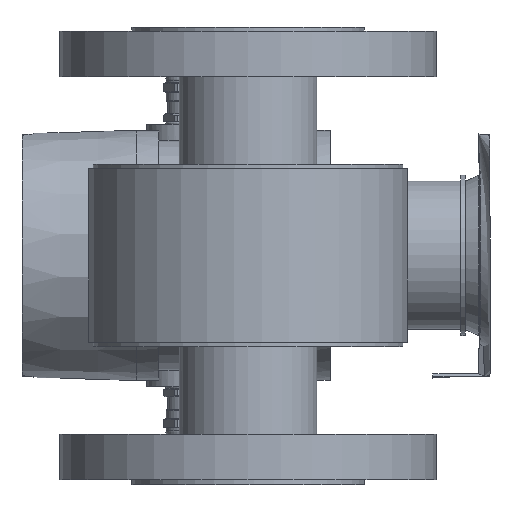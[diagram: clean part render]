
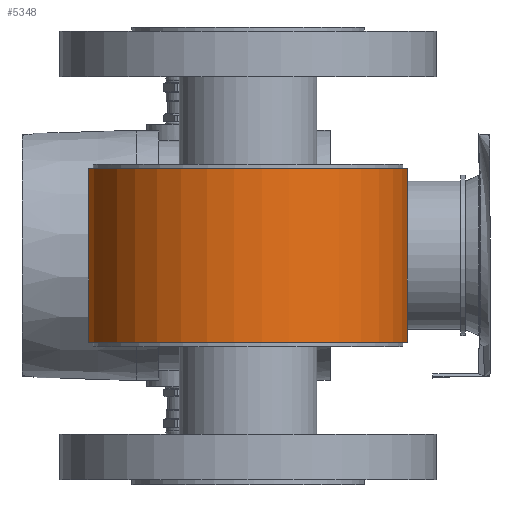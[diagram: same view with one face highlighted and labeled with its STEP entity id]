
A CAD part, front view. The second image highlights one B-rep face of the part: STEP entity #5348.
In plain terms, the highlighted cylindrical face has radius 70 mm (diameter 140 mm), a partial arc.
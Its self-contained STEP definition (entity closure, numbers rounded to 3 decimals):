
#469=LINE('',#9787,#755);
#470=LINE('',#9790,#756);
#755=VECTOR('',#6983,10.);
#756=VECTOR('',#6986,10.);
#901=CYLINDRICAL_SURFACE('',#5846,70.);
#1167=FACE_OUTER_BOUND('',#1533,.T.);
#1533=EDGE_LOOP('',(#4021,#4022,#4023,#4024));
#1834=CIRCLE('',#5842,70.);
#1837=CIRCLE('',#5847,70.);
#2252=VERTEX_POINT('',#9778);
#2253=VERTEX_POINT('',#9779);
#2254=VERTEX_POINT('',#9786);
#2255=VERTEX_POINT('',#9788);
#2868=EDGE_CURVE('',#2253,#2252,#1834,.T.);
#2871=EDGE_CURVE('',#2254,#2253,#469,.T.);
#2872=EDGE_CURVE('',#2255,#2254,#1837,.T.);
#2873=EDGE_CURVE('',#2252,#2255,#470,.T.);
#4021=ORIENTED_EDGE('',*,*,#2871,.F.);
#4022=ORIENTED_EDGE('',*,*,#2872,.F.);
#4023=ORIENTED_EDGE('',*,*,#2873,.F.);
#4024=ORIENTED_EDGE('',*,*,#2868,.F.);
#5348=ADVANCED_FACE('',(#1167),#901,.T.);
#5842=AXIS2_PLACEMENT_3D('',#9781,#6973,#6974);
#5846=AXIS2_PLACEMENT_3D('',#9785,#6981,#6982);
#5847=AXIS2_PLACEMENT_3D('',#9789,#6984,#6985);
#6973=DIRECTION('center_axis',(0.,0.,-1.));
#6974=DIRECTION('ref_axis',(-0.58,0.814,0.));
#6981=DIRECTION('center_axis',(0.,0.,1.));
#6982=DIRECTION('ref_axis',(0.,-1.,0.));
#6983=DIRECTION('',(0.,0.,-1.));
#6984=DIRECTION('center_axis',(0.,0.,1.));
#6985=DIRECTION('ref_axis',(-0.58,0.814,0.));
#6986=DIRECTION('',(0.,0.,1.));
#9778=CARTESIAN_POINT('',(-58.595,60.971,-38.));
#9779=CARTESIAN_POINT('',(22.67,60.971,-38.));
#9781=CARTESIAN_POINT('Origin',(-17.963,3.971,-38.));
#9785=CARTESIAN_POINT('Origin',(-17.963,3.971,0.));
#9786=CARTESIAN_POINT('',(22.67,60.971,38.));
#9787=CARTESIAN_POINT('',(22.67,60.971,0.));
#9788=CARTESIAN_POINT('',(-58.595,60.971,38.));
#9789=CARTESIAN_POINT('Origin',(-17.963,3.971,38.));
#9790=CARTESIAN_POINT('',(-58.595,60.971,0.));
